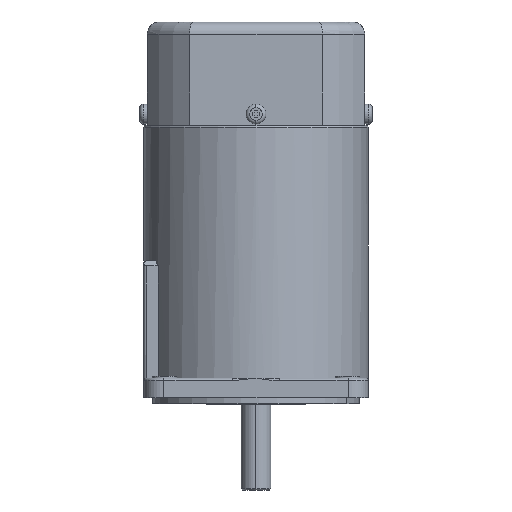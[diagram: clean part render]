
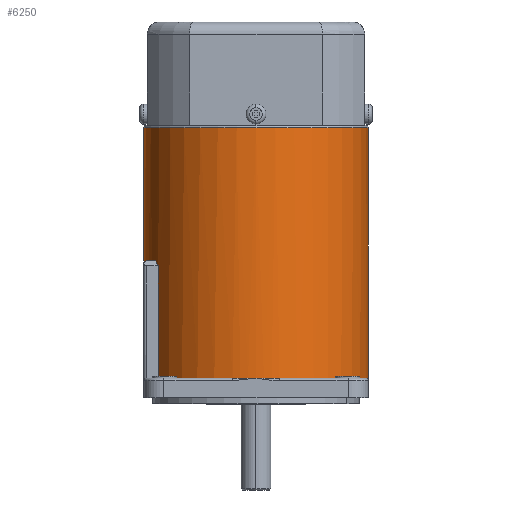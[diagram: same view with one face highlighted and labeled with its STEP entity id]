
A CAD part, left-side view. The second image highlights one B-rep face of the part: STEP entity #6250.
In plain terms, the highlighted cylindrical face has radius 45 mm (diameter 90 mm), a partial arc.
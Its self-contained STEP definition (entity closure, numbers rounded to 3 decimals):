
#23 = DIRECTION ( 'NONE',  ( 1., 0., 0. ) ) ;
#328 = AXIS2_PLACEMENT_3D ( 'NONE', #3814, #6793, #23 ) ;
#356 = ORIENTED_EDGE ( 'NONE', *, *, #6411, .T. ) ;
#377 = DIRECTION ( 'NONE',  ( 0., 1., 0. ) ) ;
#422 = DIRECTION ( 'NONE',  ( 0., 0., 1. ) ) ;
#452 = CARTESIAN_POINT ( 'NONE',  ( -34.668, 15.661, 56. ) ) ;
#539 = CARTESIAN_POINT ( 'NONE',  ( -44.102, -28.339, -44.6 ) ) ;
#565 = DIRECTION ( 'NONE',  ( 0., 0., 1. ) ) ;
#668 = VERTEX_POINT ( 'NONE', #8221 ) ;
#808 = LINE ( 'NONE', #3860, #5032 ) ;
#895 = EDGE_CURVE ( 'NONE', #5583, #9319, #5962, .T. ) ;
#905 = ORIENTED_EDGE ( 'NONE', *, *, #6132, .T. ) ;
#930 = DIRECTION ( 'NONE',  ( 0., 0., 1. ) ) ;
#996 = CARTESIAN_POINT ( 'NONE',  ( -55.344, 55.637, 1.825 ) ) ;
#1000 = EDGE_CURVE ( 'NONE', #8641, #4596, #808, .T. ) ;
#1068 = CARTESIAN_POINT ( 'NONE',  ( -34.668, 60.661, -43.9 ) ) ;
#1112 = CYLINDRICAL_SURFACE ( 'NONE', #7264, 45. ) ;
#1148 = ORIENTED_EDGE ( 'NONE', *, *, #6210, .T. ) ;
#1156 = EDGE_CURVE ( 'NONE', #9280, #8567, #3139, .T. ) ;
#1408 = VERTEX_POINT ( 'NONE', #539 ) ;
#1423 = AXIS2_PLACEMENT_3D ( 'NONE', #6253, #9216, #2518 ) ;
#1550 = CARTESIAN_POINT ( 'NONE',  ( -56.668, 54.916, -44.6 ) ) ;
#1688 =( BOUNDED_CURVE ( )  B_SPLINE_CURVE ( 3, ( #7749, #996, #4044, #7024 ),
 .UNSPECIFIED., .F., .T. ) 
 B_SPLINE_CURVE_WITH_KNOTS ( ( 4, 4 ),
 ( 5.173, 5.223 ),
 .UNSPECIFIED. ) 
 CURVE ( )  GEOMETRIC_REPRESENTATION_ITEM ( )  RATIONAL_B_SPLINE_CURVE ( ( 1., 1., 1., 1. ) ) 
 REPRESENTATION_ITEM ( '' )  );
#1697 = ORIENTED_EDGE ( 'NONE', *, *, #5198, .T. ) ;
#1771 = CIRCLE ( 'NONE', #7282, 45. ) ;
#2016 = CARTESIAN_POINT ( 'NONE',  ( -34.668, 15.661, -44.6 ) ) ;
#2061 = CARTESIAN_POINT ( 'NONE',  ( -54.668, 55.972, 2.5 ) ) ;
#2232 = VECTOR ( 'NONE', #4110, 1000. ) ;
#2287 = AXIS2_PLACEMENT_3D ( 'NONE', #7193, #422, #3469 ) ;
#2375 = CARTESIAN_POINT ( 'NONE',  ( -79.668, 15.661, -44.6 ) ) ;
#2499 = ORIENTED_EDGE ( 'NONE', *, *, #9225, .T. ) ;
#2518 = DIRECTION ( 'NONE',  ( 1., 0., 0. ) ) ;
#2867 = LINE ( 'NONE', #5861, #8067 ) ;
#2997 = AXIS2_PLACEMENT_3D ( 'NONE', #452, #3495, #6480 ) ;
#3025 = VERTEX_POINT ( 'NONE', #4698 ) ;
#3139 = CIRCLE ( 'NONE', #2997, 45. ) ;
#3202 = EDGE_CURVE ( 'NONE', #668, #1408, #1771, .T. ) ;
#3247 = CIRCLE ( 'NONE', #8701, 45. ) ;
#3421 = CARTESIAN_POINT ( 'NONE',  ( -34.668, -29.339, -44.6 ) ) ;
#3461 = CARTESIAN_POINT ( 'NONE',  ( -34.668, 15.661, -44.6 ) ) ;
#3469 = DIRECTION ( 'NONE',  ( 1., 0., 0. ) ) ;
#3495 = DIRECTION ( 'NONE',  ( 0., 0., -1. ) ) ;
#3607 = DIRECTION ( 'NONE',  ( 1., 0., 0. ) ) ;
#3814 = CARTESIAN_POINT ( 'NONE',  ( -34.668, 15.661, 2.5 ) ) ;
#3860 = CARTESIAN_POINT ( 'NONE',  ( -56.668, 54.916, -43.9 ) ) ;
#3970 = DIRECTION ( 'NONE',  ( 1., 0., 0. ) ) ;
#4033 = ORIENTED_EDGE ( 'NONE', *, *, #5633, .T. ) ;
#4044 = CARTESIAN_POINT ( 'NONE',  ( -56.011, 55.285, 1.158 ) ) ;
#4087 = CARTESIAN_POINT ( 'NONE',  ( -34.668, 60.661, 56. ) ) ;
#4105 = EDGE_CURVE ( 'NONE', #9280, #7797, #2867, .T. ) ;
#4110 = DIRECTION ( 'NONE',  ( 0., 0., -1. ) ) ;
#4127 = AXIS2_PLACEMENT_3D ( 'NONE', #7687, #930, #3970 ) ;
#4153 = CARTESIAN_POINT ( 'NONE',  ( -34.668, 15.661, -43.9 ) ) ;
#4557 = CARTESIAN_POINT ( 'NONE',  ( -34.668, 60.661, 2.5 ) ) ;
#4596 = VERTEX_POINT ( 'NONE', #1550 ) ;
#4611 = CIRCLE ( 'NONE', #328, 45. ) ;
#4663 = EDGE_CURVE ( 'NONE', #9319, #8641, #1688, .T. ) ;
#4698 = CARTESIAN_POINT ( 'NONE',  ( -78.668, 25.095, -44.6 ) ) ;
#4955 = CARTESIAN_POINT ( 'NONE',  ( -56.668, 54.916, 0.5 ) ) ;
#4961 = ORIENTED_EDGE ( 'NONE', *, *, #1156, .T. ) ;
#5032 = VECTOR ( 'NONE', #6845, 1000. ) ;
#5036 = DIRECTION ( 'NONE',  ( 0., 0., 1. ) ) ;
#5198 = EDGE_CURVE ( 'NONE', #3025, #6752, #3247, .T. ) ;
#5583 = VERTEX_POINT ( 'NONE', #6870 ) ;
#5633 = EDGE_CURVE ( 'NONE', #1408, #7797, #8335, .T. ) ;
#5696 = CIRCLE ( 'NONE', #1423, 45. ) ;
#5861 = CARTESIAN_POINT ( 'NONE',  ( -34.668, -29.339, -43.9 ) ) ;
#5952 = AXIS2_PLACEMENT_3D ( 'NONE', #7331, #565, #3607 ) ;
#5962 = CIRCLE ( 'NONE', #5952, 45. ) ;
#6132 = EDGE_CURVE ( 'NONE', #6752, #668, #5696, .T. ) ;
#6210 = EDGE_CURVE ( 'NONE', #8567, #7563, #7820, .T. ) ;
#6250 = ADVANCED_FACE ( 'NONE', ( #7863 ), #1112, .T. ) ;
#6253 = CARTESIAN_POINT ( 'NONE',  ( -34.668, 15.661, -44.6 ) ) ;
#6282 = ORIENTED_EDGE ( 'NONE', *, *, #1000, .T. ) ;
#6327 = ORIENTED_EDGE ( 'NONE', *, *, #895, .T. ) ;
#6411 = EDGE_CURVE ( 'NONE', #7563, #5583, #4611, .T. ) ;
#6445 = DIRECTION ( 'NONE',  ( 0., 0., 1. ) ) ;
#6477 = ORIENTED_EDGE ( 'NONE', *, *, #4105, .F. ) ;
#6480 = DIRECTION ( 'NONE',  ( 0., -1., 0. ) ) ;
#6530 = CIRCLE ( 'NONE', #2287, 45. ) ;
#6752 = VERTEX_POINT ( 'NONE', #2375 ) ;
#6793 = DIRECTION ( 'NONE',  ( 0., 0., 1. ) ) ;
#6845 = DIRECTION ( 'NONE',  ( 0., 0., -1. ) ) ;
#6870 = CARTESIAN_POINT ( 'NONE',  ( -44.102, 59.661, 2.5 ) ) ;
#7024 = CARTESIAN_POINT ( 'NONE',  ( -56.668, 54.916, 0.5 ) ) ;
#7144 = DIRECTION ( 'NONE',  ( 0., 0., -1. ) ) ;
#7193 = CARTESIAN_POINT ( 'NONE',  ( -34.668, 15.661, -44.6 ) ) ;
#7264 = AXIS2_PLACEMENT_3D ( 'NONE', #4153, #7144, #377 ) ;
#7282 = AXIS2_PLACEMENT_3D ( 'NONE', #3461, #6445, #9390 ) ;
#7331 = CARTESIAN_POINT ( 'NONE',  ( -34.668, 15.661, 2.5 ) ) ;
#7359 = EDGE_LOOP ( 'NONE', ( #6477, #4961, #1148, #356, #6327, #7805, #6282, #2499, #1697, #905, #7665, #4033 ) ) ;
#7563 = VERTEX_POINT ( 'NONE', #4557 ) ;
#7665 = ORIENTED_EDGE ( 'NONE', *, *, #3202, .T. ) ;
#7687 = CARTESIAN_POINT ( 'NONE',  ( -34.668, 15.661, -44.6 ) ) ;
#7749 = CARTESIAN_POINT ( 'NONE',  ( -54.668, 55.972, 2.5 ) ) ;
#7797 = VERTEX_POINT ( 'NONE', #3421 ) ;
#7805 = ORIENTED_EDGE ( 'NONE', *, *, #4663, .T. ) ;
#7820 = LINE ( 'NONE', #1068, #2232 ) ;
#7863 = FACE_OUTER_BOUND ( 'NONE', #7359, .T. ) ;
#8007 = CARTESIAN_POINT ( 'NONE',  ( -34.668, -29.339, 56. ) ) ;
#8010 = DIRECTION ( 'NONE',  ( 1., 0., 0. ) ) ;
#8067 = VECTOR ( 'NONE', #8832, 1000. ) ;
#8221 = CARTESIAN_POINT ( 'NONE',  ( -78.668, 6.227, -44.6 ) ) ;
#8335 = CIRCLE ( 'NONE', #4127, 45. ) ;
#8567 = VERTEX_POINT ( 'NONE', #4087 ) ;
#8641 = VERTEX_POINT ( 'NONE', #4955 ) ;
#8701 = AXIS2_PLACEMENT_3D ( 'NONE', #2016, #5036, #8010 ) ;
#8832 = DIRECTION ( 'NONE',  ( 0., 0., -1. ) ) ;
#9216 = DIRECTION ( 'NONE',  ( 0., 0., 1. ) ) ;
#9225 = EDGE_CURVE ( 'NONE', #4596, #3025, #6530, .T. ) ;
#9280 = VERTEX_POINT ( 'NONE', #8007 ) ;
#9319 = VERTEX_POINT ( 'NONE', #2061 ) ;
#9390 = DIRECTION ( 'NONE',  ( 1., 0., 0. ) ) ;
